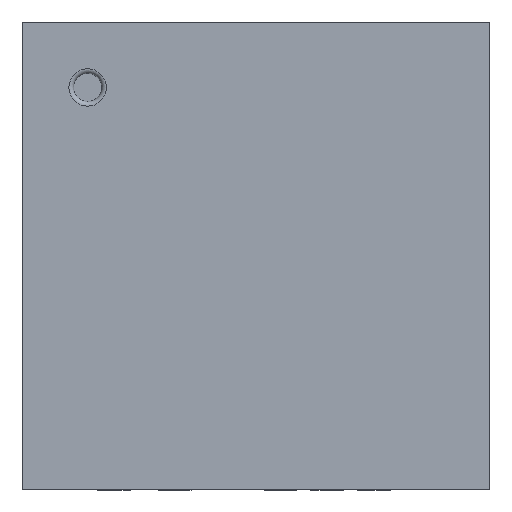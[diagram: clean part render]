
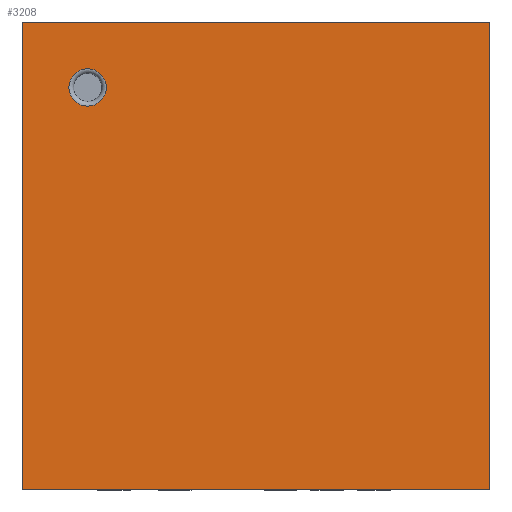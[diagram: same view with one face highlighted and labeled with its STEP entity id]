
A CAD part, top view. The second image highlights one B-rep face of the part: STEP entity #3208.
In plain terms, the highlighted planar face has unit normal (0, 0, 1).
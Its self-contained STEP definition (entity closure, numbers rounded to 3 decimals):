
#3208 = ADVANCED_FACE('',(#3209,#3220),#3254,.T.);
#3209 = FACE_BOUND('',#3210,.T.);
#3210 = EDGE_LOOP('',(#3211));
#3211 = ORIENTED_EDGE('',*,*,#3212,.F.);
#3212 = EDGE_CURVE('',#3213,#3213,#3215,.T.);
#3213 = VERTEX_POINT('',#3214);
#3214 = CARTESIAN_POINT('',(-1.6,1.8,1.));
#3215 = CIRCLE('',#3216,0.2);
#3216 = AXIS2_PLACEMENT_3D('',#3217,#3218,#3219);
#3217 = CARTESIAN_POINT('',(-1.8,1.8,1.));
#3218 = DIRECTION('',(0.,0.,1.));
#3219 = DIRECTION('',(1.,0.,0.));
#3220 = FACE_BOUND('',#3221,.T.);
#3221 = EDGE_LOOP('',(#3222,#3232,#3240,#3248));
#3222 = ORIENTED_EDGE('',*,*,#3223,.T.);
#3223 = EDGE_CURVE('',#3224,#3226,#3228,.T.);
#3224 = VERTEX_POINT('',#3225);
#3225 = CARTESIAN_POINT('',(-2.5,-2.5,1.));
#3226 = VERTEX_POINT('',#3227);
#3227 = CARTESIAN_POINT('',(2.5,-2.5,1.));
#3228 = LINE('',#3229,#3230);
#3229 = CARTESIAN_POINT('',(-2.5,-2.5,1.));
#3230 = VECTOR('',#3231,1.);
#3231 = DIRECTION('',(1.,0.,0.));
#3232 = ORIENTED_EDGE('',*,*,#3233,.T.);
#3233 = EDGE_CURVE('',#3226,#3234,#3236,.T.);
#3234 = VERTEX_POINT('',#3235);
#3235 = CARTESIAN_POINT('',(2.5,2.5,1.));
#3236 = LINE('',#3237,#3238);
#3237 = CARTESIAN_POINT('',(2.5,-2.5,1.));
#3238 = VECTOR('',#3239,1.);
#3239 = DIRECTION('',(0.,1.,0.));
#3240 = ORIENTED_EDGE('',*,*,#3241,.T.);
#3241 = EDGE_CURVE('',#3234,#3242,#3244,.T.);
#3242 = VERTEX_POINT('',#3243);
#3243 = CARTESIAN_POINT('',(-2.5,2.5,1.));
#3244 = LINE('',#3245,#3246);
#3245 = CARTESIAN_POINT('',(2.5,2.5,1.));
#3246 = VECTOR('',#3247,1.);
#3247 = DIRECTION('',(-1.,0.,0.));
#3248 = ORIENTED_EDGE('',*,*,#3249,.T.);
#3249 = EDGE_CURVE('',#3242,#3224,#3250,.T.);
#3250 = LINE('',#3251,#3252);
#3251 = CARTESIAN_POINT('',(-2.5,2.5,1.));
#3252 = VECTOR('',#3253,1.);
#3253 = DIRECTION('',(0.,-1.,0.));
#3254 = PLANE('',#3255);
#3255 = AXIS2_PLACEMENT_3D('',#3256,#3257,#3258);
#3256 = CARTESIAN_POINT('',(0.,0.,1.));
#3257 = DIRECTION('',(0.,0.,1.));
#3258 = DIRECTION('',(1.,0.,0.));
